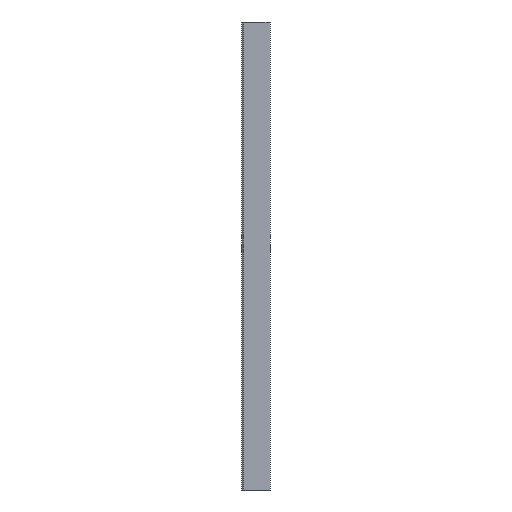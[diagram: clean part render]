
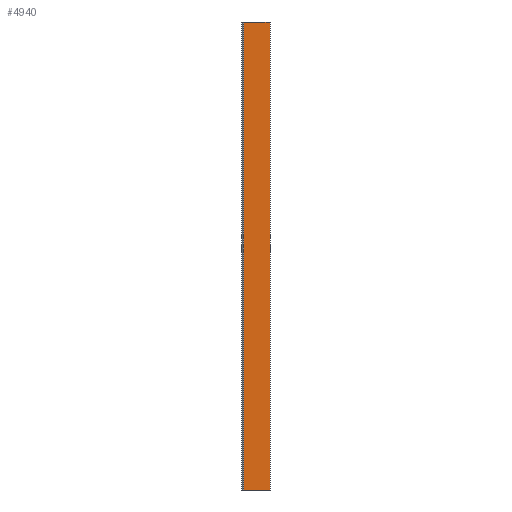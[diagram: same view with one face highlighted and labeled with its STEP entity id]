
A CAD part, left-side view. The second image highlights one B-rep face of the part: STEP entity #4940.
In plain terms, the highlighted planar face has unit normal (-1, 0, 0).
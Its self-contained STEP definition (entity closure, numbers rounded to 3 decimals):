
#1265 = CARTESIAN_POINT ( 'NONE',  ( 568.089, 404.755, 500. ) ) ;
#1269 = CARTESIAN_POINT ( 'NONE',  ( 568.089, 432.755, 500. ) ) ;
#1359 = DIRECTION ( 'NONE',  ( 0., -1., 0. ) ) ;
#1360 = VECTOR ( 'NONE', #1359, 1000. ) ;
#1361 = CARTESIAN_POINT ( 'NONE',  ( 568.089, 432.755, 500. ) ) ;
#1362 = LINE ( 'NONE', #1361, #1360 ) ;
#2114 = CARTESIAN_POINT ( 'NONE',  ( 568.089, 432.755, 0. ) ) ;
#2115 = LINE ( 'NONE', #2114, #2164 ) ;
#2160 = CARTESIAN_POINT ( 'NONE',  ( 568.089, 404.755, 0. ) ) ;
#2161 = CARTESIAN_POINT ( 'NONE',  ( 568.089, 432.755, 0. ) ) ;
#2163 = DIRECTION ( 'NONE',  ( 0., -1., 0. ) ) ;
#2164 = VECTOR ( 'NONE', #2163, 1000. ) ;
#2173 = DIRECTION ( 'NONE',  ( 0., 0., -1. ) ) ;
#2219 = VECTOR ( 'NONE', #2173, 1000. ) ;
#2220 = LINE ( 'NONE', #2226, #2219 ) ;
#2226 = CARTESIAN_POINT ( 'NONE',  ( 568.089, 432.755, 500. ) ) ;
#2229 = DIRECTION ( 'NONE',  ( 0., 0., -1. ) ) ;
#2230 = VECTOR ( 'NONE', #2229, 1000. ) ;
#2231 = CARTESIAN_POINT ( 'NONE',  ( 568.089, 404.755, 500. ) ) ;
#2232 = LINE ( 'NONE', #2231, #2230 ) ;
#2237 = FACE_OUTER_BOUND ( 'NONE', #4893, .T. ) ;
#2245 = AXIS2_PLACEMENT_3D ( 'NONE', #2279, #2278, #2277 ) ;
#2277 = DIRECTION ( 'NONE',  ( 0., 1., 0. ) ) ;
#2278 = DIRECTION ( 'NONE',  ( 1., 0., 0. ) ) ;
#2279 = CARTESIAN_POINT ( 'NONE',  ( 568.089, 432.755, 500. ) ) ;
#2291 = PLANE ( 'NONE',  #2245 ) ;
#4314 = VERTEX_POINT ( 'NONE', #1269 ) ;
#4318 = VERTEX_POINT ( 'NONE', #1265 ) ;
#4370 = EDGE_CURVE ( 'NONE', #4314, #4318, #1362, .T. ) ;
#4852 = EDGE_CURVE ( 'NONE', #4855, #4865, #2115, .T. ) ;
#4855 = VERTEX_POINT ( 'NONE', #2161 ) ;
#4865 = VERTEX_POINT ( 'NONE', #2160 ) ;
#4877 = ORIENTED_EDGE ( 'NONE', *, *, #4890, .T. ) ;
#4878 = ORIENTED_EDGE ( 'NONE', *, *, #4370, .F. ) ;
#4886 = EDGE_CURVE ( 'NONE', #4318, #4865, #2232, .T. ) ;
#4890 = EDGE_CURVE ( 'NONE', #4314, #4855, #2220, .T. ) ;
#4893 = EDGE_LOOP ( 'NONE', ( #4941, #4904, #4878, #4877 ) ) ;
#4904 = ORIENTED_EDGE ( 'NONE', *, *, #4886, .F. ) ;
#4940 = ADVANCED_FACE ( 'NONE', ( #2237 ), #2291, .F. ) ;
#4941 = ORIENTED_EDGE ( 'NONE', *, *, #4852, .T. ) ;
